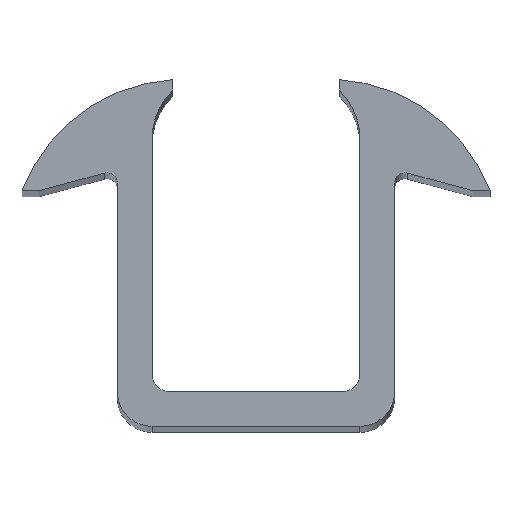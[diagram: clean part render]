
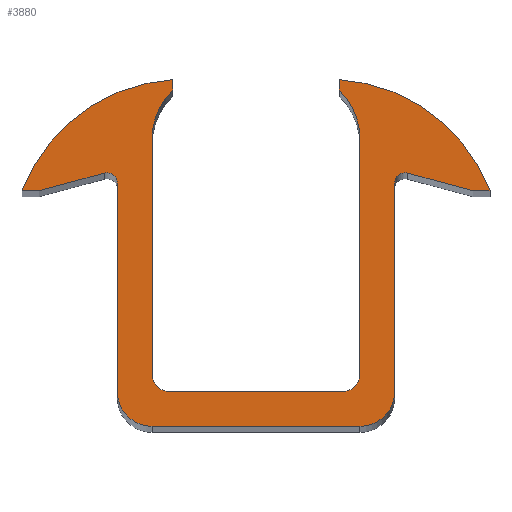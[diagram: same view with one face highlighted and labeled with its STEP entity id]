
A CAD part, top view. The second image highlights one B-rep face of the part: STEP entity #3880.
In plain terms, the highlighted planar face has unit normal (0, 0, 1).
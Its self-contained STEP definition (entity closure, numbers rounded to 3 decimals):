
#1950=CARTESIAN_POINT('',(0.,0.,940.));
#1960=DIRECTION('',(0.,0.,1.));
#1970=DIRECTION('',(1.,0.,0.));
#1980=AXIS2_PLACEMENT_3D('',#1950,#1960,#1970);
#1990=PLANE('',#1980);
#2000=CARTESIAN_POINT('',(-6.256,0.74,940.));
#2010=DIRECTION('',(0.,0.,1.));
#2020=DIRECTION('',(1.,0.,0.));
#2030=AXIS2_PLACEMENT_3D('',#2000,#2010,#2020);
#2040=CIRCLE('',#2030,2.);
#2050=CARTESIAN_POINT('',(-7.656,2.169,940.));
#2060=VERTEX_POINT('',#2050);
#2070=CARTESIAN_POINT('',(-8.256,0.74,940.));
#2080=VERTEX_POINT('',#2070);
#2090=EDGE_CURVE('',#2060,#2080,#2040,.T.);
#2100=ORIENTED_EDGE('',*,*,#2090,.F.);
#2110=CARTESIAN_POINT('',(-8.256,-0.732,940.));
#2120=DIRECTION('',(0.,-1.,0.));
#2130=VECTOR('',#2120,1.);
#2140=LINE('',#2110,#2130);
#2150=CARTESIAN_POINT('',(-8.256,-6.032,940.));
#2160=VERTEX_POINT('',#2150);
#2170=EDGE_CURVE('',#2080,#2160,#2140,.T.);
#2180=ORIENTED_EDGE('',*,*,#2170,.F.);
#2190=CARTESIAN_POINT('',(-7.756,-6.032,940.));
#2200=DIRECTION('',(0.,0.,1.));
#2210=DIRECTION('',(1.,0.,0.));
#2220=AXIS2_PLACEMENT_3D('',#2190,#2200,#2210);
#2230=CIRCLE('',#2220,0.5);
#2240=CARTESIAN_POINT('',(-7.756,-6.532,940.));
#2250=VERTEX_POINT('',#2240);
#2260=EDGE_CURVE('',#2160,#2250,#2230,.T.);
#2270=ORIENTED_EDGE('',*,*,#2260,.F.);
#2280=CARTESIAN_POINT('',(-5.256,-6.532,940.));
#2290=DIRECTION('',(1.,0.,0.));
#2300=VECTOR('',#2290,1.);
#2310=LINE('',#2280,#2300);
#2320=CARTESIAN_POINT('',(-2.756,-6.532,940.));
#2330=VERTEX_POINT('',#2320);
#2340=EDGE_CURVE('',#2250,#2330,#2310,.T.);
#2350=ORIENTED_EDGE('',*,*,#2340,.F.);
#2360=CARTESIAN_POINT('',(-2.756,-6.032,940.));
#2370=DIRECTION('',(0.,0.,-1.));
#2380=DIRECTION('',(-1.,0.,0.));
#2390=AXIS2_PLACEMENT_3D('',#2360,#2370,#2380);
#2400=CIRCLE('',#2390,0.5);
#2410=CARTESIAN_POINT('',(-2.256,-6.032,940.));
#2420=VERTEX_POINT('',#2410);
#2430=EDGE_CURVE('',#2420,#2330,#2400,.T.);
#2440=ORIENTED_EDGE('',*,*,#2430,.T.);
#2450=CARTESIAN_POINT('',(-2.256,-0.732,940.));
#2460=DIRECTION('',(0.,-1.,0.));
#2470=VECTOR('',#2460,1.);
#2480=LINE('',#2450,#2470);
#2490=CARTESIAN_POINT('',(-2.256,0.74,940.));
#2500=VERTEX_POINT('',#2490);
#2510=EDGE_CURVE('',#2500,#2420,#2480,.T.);
#2520=ORIENTED_EDGE('',*,*,#2510,.T.);
#2530=CARTESIAN_POINT('',(-4.256,0.74,940.));
#2540=DIRECTION('',(0.,0.,-1.));
#2550=DIRECTION('',(-1.,0.,0.));
#2560=AXIS2_PLACEMENT_3D('',#2530,#2540,#2550);
#2570=CIRCLE('',#2560,2.);
#2580=CARTESIAN_POINT('',(-2.856,2.169,940.));
#2590=VERTEX_POINT('',#2580);
#2600=EDGE_CURVE('',#2590,#2500,#2570,.T.);
#2610=ORIENTED_EDGE('',*,*,#2600,.T.);
#2620=CARTESIAN_POINT('',(-2.856,0.,940.));
#2630=DIRECTION('',(0.,-1.,0.));
#2640=VECTOR('',#2630,1.);
#2650=LINE('',#2620,#2640);
#2660=CARTESIAN_POINT('',(-2.856,2.468,940.));
#2670=VERTEX_POINT('',#2660);
#2680=EDGE_CURVE('',#2670,#2590,#2650,.T.);
#2690=ORIENTED_EDGE('',*,*,#2680,.T.);
#2700=CARTESIAN_POINT('',(-3.175,-2.522,940.));
#2710=DIRECTION('',(0.,0.,1.));
#2720=DIRECTION('',(-1.,0.,0.));
#2730=AXIS2_PLACEMENT_3D('',#2700,#2710,#2720);
#2740=CIRCLE('',#2730,5.);
#2750=CARTESIAN_POINT('',(1.494,-0.732,940.));
#2760=VERTEX_POINT('',#2750);
#2770=EDGE_CURVE('',#2760,#2670,#2740,.T.);
#2780=ORIENTED_EDGE('',*,*,#2770,.T.);
#2790=CARTESIAN_POINT('',(-5.256,-0.732,940.));
#2800=DIRECTION('',(1.,0.,0.));
#2810=VECTOR('',#2800,1.);
#2820=LINE('',#2790,#2810);
#2830=CARTESIAN_POINT('',(0.994,-0.732,940.));
#2840=VERTEX_POINT('',#2830);
#2850=EDGE_CURVE('',#2840,#2760,#2820,.T.);
#2860=ORIENTED_EDGE('',*,*,#2850,.T.);
#2870=CARTESIAN_POINT('',(-5.256,0.943,940.));
#2880=DIRECTION('',(0.966,-0.259,0.));
#2890=VECTOR('',#2880,1.);
#2900=LINE('',#2870,#2890);
#2910=CARTESIAN_POINT('',(-0.879,-0.23,940.));
#2920=VERTEX_POINT('',#2910);
#2930=EDGE_CURVE('',#2920,#2840,#2900,.T.);
#2940=ORIENTED_EDGE('',*,*,#2930,.T.);
#2950=CARTESIAN_POINT('',(-0.956,-0.52,940.));
#2960=DIRECTION('',(0.,0.,-1.));
#2970=DIRECTION('',(-1.,0.,0.));
#2980=AXIS2_PLACEMENT_3D('',#2950,#2960,#2970);
#2990=CIRCLE('',#2980,0.3);
#3000=CARTESIAN_POINT('',(-1.256,-0.52,940.));
#3010=VERTEX_POINT('',#3000);
#3020=EDGE_CURVE('',#3010,#2920,#2990,.T.);
#3030=ORIENTED_EDGE('',*,*,#3020,.T.);
#3040=CARTESIAN_POINT('',(-1.256,-0.732,940.));
#3050=DIRECTION('',(0.,1.,0.));
#3060=VECTOR('',#3050,1.);
#3070=LINE('',#3040,#3060);
#3080=CARTESIAN_POINT('',(-1.256,-6.532,940.));
#3090=VERTEX_POINT('',#3080);
#3100=EDGE_CURVE('',#3090,#3010,#3070,.T.);
#3110=ORIENTED_EDGE('',*,*,#3100,.T.);
#3120=CARTESIAN_POINT('',(-2.256,-6.532,940.));
#3130=DIRECTION('',(0.,0.,1.));
#3140=DIRECTION('',(-1.,0.,0.));
#3150=AXIS2_PLACEMENT_3D('',#3120,#3130,#3140);
#3160=CIRCLE('',#3150,1.);
#3170=CARTESIAN_POINT('',(-2.256,-7.532,940.));
#3180=VERTEX_POINT('',#3170);
#3190=EDGE_CURVE('',#3180,#3090,#3160,.T.);
#3200=ORIENTED_EDGE('',*,*,#3190,.T.);
#3210=CARTESIAN_POINT('',(-5.256,-7.532,940.));
#3220=DIRECTION('',(-1.,0.,0.));
#3230=VECTOR('',#3220,1.);
#3240=LINE('',#3210,#3230);
#3250=CARTESIAN_POINT('',(-8.256,-7.532,940.));
#3260=VERTEX_POINT('',#3250);
#3270=EDGE_CURVE('',#3180,#3260,#3240,.T.);
#3280=ORIENTED_EDGE('',*,*,#3270,.F.);
#3290=CARTESIAN_POINT('',(-8.256,-6.532,940.));
#3300=DIRECTION('',(0.,0.,-1.));
#3310=DIRECTION('',(1.,0.,0.));
#3320=AXIS2_PLACEMENT_3D('',#3290,#3300,#3310);
#3330=CIRCLE('',#3320,1.);
#3340=CARTESIAN_POINT('',(-9.256,-6.532,940.));
#3350=VERTEX_POINT('',#3340);
#3360=EDGE_CURVE('',#3260,#3350,#3330,.T.);
#3370=ORIENTED_EDGE('',*,*,#3360,.F.);
#3380=CARTESIAN_POINT('',(-9.256,-0.732,940.));
#3390=DIRECTION('',(0.,1.,0.));
#3400=VECTOR('',#3390,1.);
#3410=LINE('',#3380,#3400);
#3420=CARTESIAN_POINT('',(-9.256,-0.52,940.));
#3430=VERTEX_POINT('',#3420);
#3440=EDGE_CURVE('',#3350,#3430,#3410,.T.);
#3450=ORIENTED_EDGE('',*,*,#3440,.F.);
#3460=CARTESIAN_POINT('',(-9.556,-0.52,940.));
#3470=DIRECTION('',(0.,0.,1.));
#3480=DIRECTION('',(1.,0.,0.));
#3490=AXIS2_PLACEMENT_3D('',#3460,#3470,#3480);
#3500=CIRCLE('',#3490,0.3);
#3510=CARTESIAN_POINT('',(-9.634,-0.23,940.));
#3520=VERTEX_POINT('',#3510);
#3530=EDGE_CURVE('',#3430,#3520,#3500,.T.);
#3540=ORIENTED_EDGE('',*,*,#3530,.F.);
#3550=CARTESIAN_POINT('',(-5.256,0.943,940.));
#3560=DIRECTION('',(-0.966,-0.259,0.));
#3570=VECTOR('',#3560,1.);
#3580=LINE('',#3550,#3570);
#3590=CARTESIAN_POINT('',(-11.506,-0.732,940.));
#3600=VERTEX_POINT('',#3590);
#3610=EDGE_CURVE('',#3520,#3600,#3580,.T.);
#3620=ORIENTED_EDGE('',*,*,#3610,.F.);
#3630=CARTESIAN_POINT('',(-5.256,-0.732,940.));
#3640=DIRECTION('',(-1.,0.,0.));
#3650=VECTOR('',#3640,1.);
#3660=LINE('',#3630,#3650);
#3670=CARTESIAN_POINT('',(-12.006,-0.732,940.));
#3680=VERTEX_POINT('',#3670);
#3690=EDGE_CURVE('',#3600,#3680,#3660,.T.);
#3700=ORIENTED_EDGE('',*,*,#3690,.F.);
#3710=CARTESIAN_POINT('',(-7.338,-2.522,940.));
#3720=DIRECTION('',(0.,0.,-1.));
#3730=DIRECTION('',(1.,0.,0.));
#3740=AXIS2_PLACEMENT_3D('',#3710,#3720,#3730);
#3750=CIRCLE('',#3740,5.);
#3760=CARTESIAN_POINT('',(-7.656,2.468,940.));
#3770=VERTEX_POINT('',#3760);
#3780=EDGE_CURVE('',#3680,#3770,#3750,.T.);
#3790=ORIENTED_EDGE('',*,*,#3780,.F.);
#3800=CARTESIAN_POINT('',(-7.656,0.,940.));
#3810=DIRECTION('',(0.,-1.,0.));
#3820=VECTOR('',#3810,1.);
#3830=LINE('',#3800,#3820);
#3840=EDGE_CURVE('',#3770,#2060,#3830,.T.);
#3850=ORIENTED_EDGE('',*,*,#3840,.F.);
#3860=EDGE_LOOP('',(#3850,#3790,#3700,#3620,#3540,#3450,#3370,#3280,
#3200,#3110,#3030,#2940,#2860,#2780,#2690,#2610,#2520,#2440,#2350,#2270,
#2180,#2100));
#3870=FACE_OUTER_BOUND('',#3860,.T.);
#3880=ADVANCED_FACE('',(#3870),#1990,.T.);
